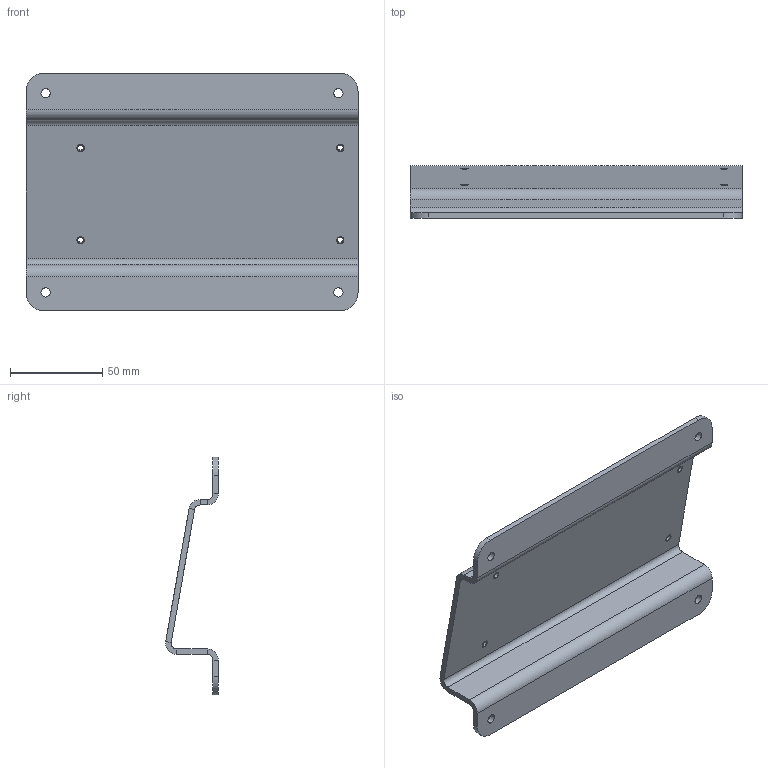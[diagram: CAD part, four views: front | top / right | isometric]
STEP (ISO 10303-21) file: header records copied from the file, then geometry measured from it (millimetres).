
FILE_DESCRIPTION((''),'2;1');
FILE_NAME('211823_ASM','2019-04-29T11:53:04',('pdmadmin'),('BANNER ENGINEERING'),'CREO PARAMETRIC BY PTC INC, 2018300','CREO PARAMETRIC BY PTC INC, 2018300','');
FILE_SCHEMA(('CONFIG_CONTROL_DESIGN'));
Length unit declared in the file: millimetre
Products named in the file (2): 210105; 211823_ASM
Assembly tree (1 placements, depth 2):
  211823_ASM
    210105
Bounding box: 180 x 28.67 x 129 mm (x, y, z)
Volume: 86353.5 mm3; surface area: 60036.8 mm2
Topology: 1 solids, 5 shells, 419 faces, 1165 edges, 766 vertices
Faces by surface type: plane 383, cylinder 36
Entity records: 13255 total; most frequent: CARTESIAN_POINT 2355, ORIENTED_EDGE 2314, DIRECTION 2085, EDGE_CURVE 1165, VECTOR 1093, LINE 1093, VERTEX_POINT 766, AXIS2_PLACEMENT_3D 496
